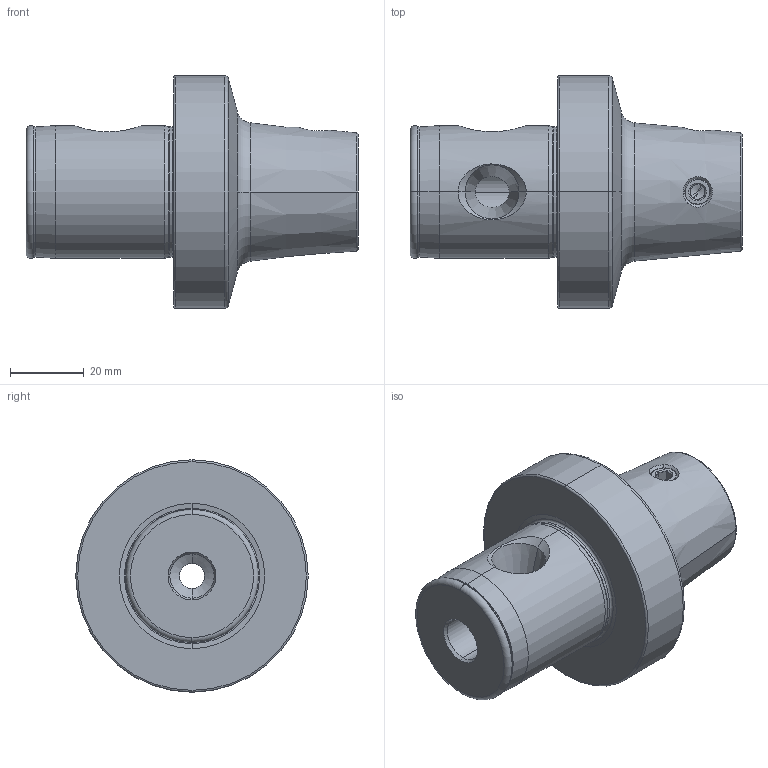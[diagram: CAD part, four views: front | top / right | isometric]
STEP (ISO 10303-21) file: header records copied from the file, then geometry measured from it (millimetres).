
FILE_DESCRIPTION (( 'STEP AP214' ), '1' );
FILE_NAME ('WH6-WH3.K01.050.STEP', '2016-05-23T11:01:32', ( 'SWIAdmin' ), ( 'Hewlett-Packard Company' ), 'SwSTEP 2.0', 'SolidWorks 2015', '' );
FILE_SCHEMA (( 'AUTOMOTIVE_DESIGN' ));
Length unit declared in the file: millimetre
Products named in the file (3): WH6-WH3.K01.050; WH6-WH3.K01.050_A; WH3-ER1.001.010
Assembly tree (3 placements, depth 2):
  WH6-WH3.K01.050
    WH6-WH3.K01.050_A
    WH3-ER1.001.010  x2
Bounding box: 90 x 63 x 63 mm (x, y, z)
Volume: 109302 mm3; surface area: 21418.3 mm2
Topology: 3 solids, 3 shells, 132 faces, 298 edges, 168 vertices
Faces by surface type: cone 42, plane 32, torus 28, cylinder 26, bspline 4
Entity records: 3996 total; most frequent: CARTESIAN_POINT 1493, DIRECTION 526, ORIENTED_EDGE 468, EDGE_CURVE 234, AXIS2_PLACEMENT_3D 224, VERTEX_POINT 133, CIRCLE 118, EDGE_LOOP 113
